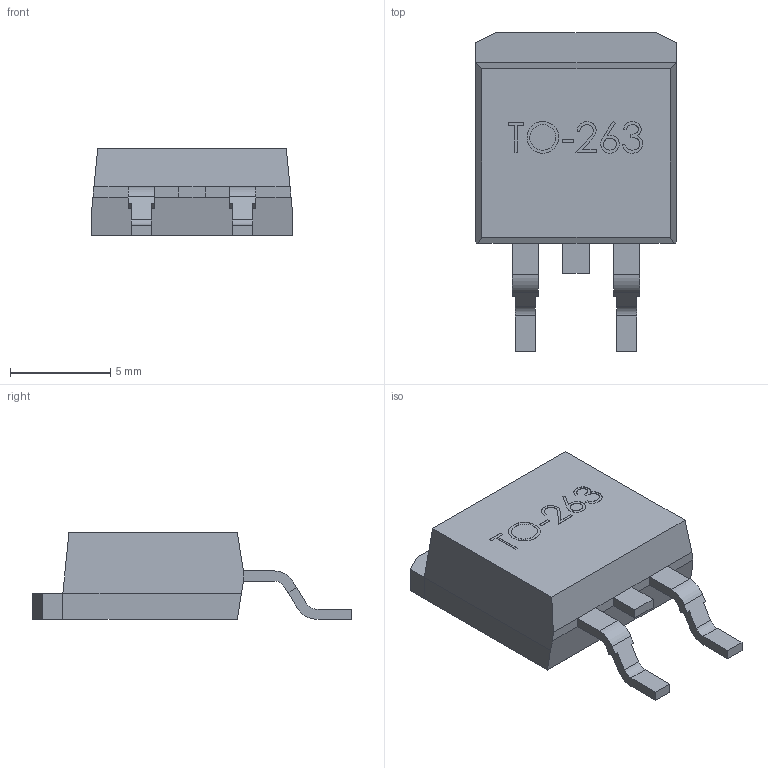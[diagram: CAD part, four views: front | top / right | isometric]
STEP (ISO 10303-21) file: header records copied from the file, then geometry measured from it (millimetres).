
FILE_DESCRIPTION (( 'STEP AP214' ), '1' );
FILE_NAME ('to-263.STEP', '2014-12-11T17:59:21', ( '' ), ( '' ), 'SwSTEP 2.0', 'SolidWorks 2014', '' );
FILE_SCHEMA (( 'AUTOMOTIVE_DESIGN' ));
Length unit declared in the file: millimetre
Products named in the file (1): to-263
Bounding box: 10 x 15.88 x 4.3 mm (x, y, z)
Volume: 395.9 mm3; surface area: 405.1 mm2
Topology: 1 solids, 1 shells, 142 faces, 378 edges, 246 vertices
Faces by surface type: plane 97, bspline 37, cylinder 8
Entity records: 7367 total; most frequent: CARTESIAN_POINT 3220, ORIENTED_EDGE 756, DIRECTION 532, EDGE_CURVE 378, VECTOR 288, LINE 288, VERTEX_POINT 246, EDGE_LOOP 150
